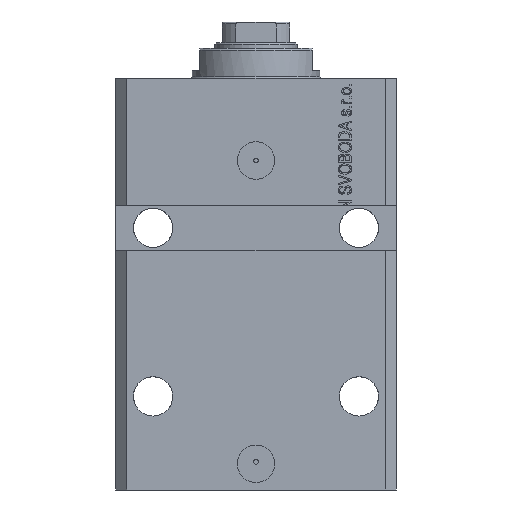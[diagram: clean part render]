
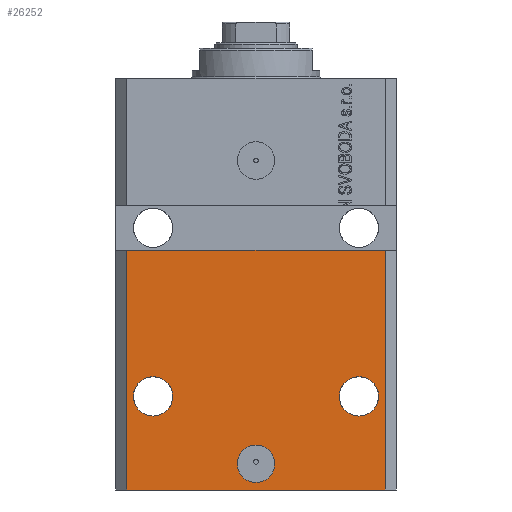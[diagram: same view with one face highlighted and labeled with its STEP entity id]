
A CAD part, front view. The second image highlights one B-rep face of the part: STEP entity #26252.
In plain terms, the highlighted planar face has unit normal (0, -1, 0).
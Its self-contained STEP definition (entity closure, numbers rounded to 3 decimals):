
#370 = CIRCLE ( 'NONE', #21810, 5. ) ;
#386 = AXIS2_PLACEMENT_3D ( 'NONE', #24900, #43100, #21772 ) ;
#1496 = VERTEX_POINT ( 'NONE', #10749 ) ;
#1741 = CARTESIAN_POINT ( 'NONE',  ( 5., -27.5, -103. ) ) ;
#5495 = EDGE_CURVE ( 'NONE', #17115, #29981, #370, .T. ) ;
#5808 = AXIS2_PLACEMENT_3D ( 'NONE', #13899, #39029, #6247 ) ;
#5993 = VERTEX_POINT ( 'NONE', #16365 ) ;
#6247 = DIRECTION ( 'NONE',  ( 1., 0., 0. ) ) ;
#6409 = VERTEX_POINT ( 'NONE', #20371 ) ;
#6626 = VERTEX_POINT ( 'NONE', #11242 ) ;
#8413 = DIRECTION ( 'NONE',  ( 1., 0., 0. ) ) ;
#9519 = DIRECTION ( 'NONE',  ( 0., 0., 1. ) ) ;
#9991 = ORIENTED_EDGE ( 'NONE', *, *, #34205, .T. ) ;
#10749 = CARTESIAN_POINT ( 'NONE',  ( 34.5, -27.5, -46. ) ) ;
#11242 = CARTESIAN_POINT ( 'NONE',  ( 22.25, -27.5, -85. ) ) ;
#11526 = FACE_BOUND ( 'NONE', #12373, .T. ) ;
#12005 = PLANE ( 'NONE',  #15381 ) ;
#12244 = CARTESIAN_POINT ( 'NONE',  ( -34.5, -27.5, -110. ) ) ;
#12373 = EDGE_LOOP ( 'NONE', ( #18335, #35509 ) ) ;
#12824 = ORIENTED_EDGE ( 'NONE', *, *, #35734, .F. ) ;
#13142 = CARTESIAN_POINT ( 'NONE',  ( 0., -27.5, -103. ) ) ;
#13899 = CARTESIAN_POINT ( 'NONE',  ( 27.5, -27.5, -85. ) ) ;
#14408 = DIRECTION ( 'NONE',  ( 1., 0., 0. ) ) ;
#14756 = AXIS2_PLACEMENT_3D ( 'NONE', #35545, #24775, #24069 ) ;
#15381 = AXIS2_PLACEMENT_3D ( 'NONE', #12244, #31368, #23951 ) ;
#15619 = CIRCLE ( 'NONE', #33192, 5.25 ) ;
#16365 = CARTESIAN_POINT ( 'NONE',  ( 34.5, -27.5, -110. ) ) ;
#16646 = EDGE_LOOP ( 'NONE', ( #16983, #12824 ) ) ;
#16983 = ORIENTED_EDGE ( 'NONE', *, *, #37786, .F. ) ;
#17115 = VERTEX_POINT ( 'NONE', #30535 ) ;
#17709 = CARTESIAN_POINT ( 'NONE',  ( -34.5, -27.5, -46. ) ) ;
#18335 = ORIENTED_EDGE ( 'NONE', *, *, #31273, .F. ) ;
#18460 = CARTESIAN_POINT ( 'NONE',  ( 0., -27.5, -103. ) ) ;
#18548 = VERTEX_POINT ( 'NONE', #32311 ) ;
#18724 = VERTEX_POINT ( 'NONE', #39217 ) ;
#18741 = CIRCLE ( 'NONE', #386, 5.25 ) ;
#19734 = ORIENTED_EDGE ( 'NONE', *, *, #28787, .F. ) ;
#20299 = ORIENTED_EDGE ( 'NONE', *, *, #5495, .F. ) ;
#20371 = CARTESIAN_POINT ( 'NONE',  ( -22.25, -27.5, -85. ) ) ;
#21523 = EDGE_LOOP ( 'NONE', ( #37470, #19734, #22927, #9991 ) ) ;
#21772 = DIRECTION ( 'NONE',  ( -1., 0., 0. ) ) ;
#21810 = AXIS2_PLACEMENT_3D ( 'NONE', #18460, #40004, #14408 ) ;
#22513 = AXIS2_PLACEMENT_3D ( 'NONE', #13142, #38740, #31797 ) ;
#22863 = DIRECTION ( 'NONE',  ( 1., 0., 0. ) ) ;
#22927 = ORIENTED_EDGE ( 'NONE', *, *, #34252, .T. ) ;
#23270 = CIRCLE ( 'NONE', #22513, 5. ) ;
#23951 = DIRECTION ( 'NONE',  ( 0., 0., -1. ) ) ;
#24069 = DIRECTION ( 'NONE',  ( 1., 0., 0. ) ) ;
#24775 = DIRECTION ( 'NONE',  ( 0., -1., 0. ) ) ;
#24900 = CARTESIAN_POINT ( 'NONE',  ( -27.5, -27.5, -85. ) ) ;
#24937 = CARTESIAN_POINT ( 'NONE',  ( -27.5, -27.5, -85. ) ) ;
#25735 = LINE ( 'NONE', #37223, #41653 ) ;
#26197 = EDGE_CURVE ( 'NONE', #40522, #1496, #37136, .T. ) ;
#26252 = ADVANCED_FACE ( 'NONE', ( #44340, #11526, #33538, #30175 ), #12005, .T. ) ;
#27698 = CARTESIAN_POINT ( 'NONE',  ( -34.5, -27.5, -110. ) ) ;
#28059 = DIRECTION ( 'NONE',  ( 0., -1., 0. ) ) ;
#28787 = EDGE_CURVE ( 'NONE', #18724, #40522, #36063, .T. ) ;
#28889 = ORIENTED_EDGE ( 'NONE', *, *, #33253, .F. ) ;
#29941 = CARTESIAN_POINT ( 'NONE',  ( -37.5, -27.5, -46. ) ) ;
#29981 = VERTEX_POINT ( 'NONE', #1741 ) ;
#30175 = FACE_OUTER_BOUND ( 'NONE', #21523, .T. ) ;
#30262 = CIRCLE ( 'NONE', #5808, 5.25 ) ;
#30535 = CARTESIAN_POINT ( 'NONE',  ( -5., -27.5, -103. ) ) ;
#31273 = EDGE_CURVE ( 'NONE', #18548, #6626, #34644, .T. ) ;
#31368 = DIRECTION ( 'NONE',  ( 0., -1., 0. ) ) ;
#31797 = DIRECTION ( 'NONE',  ( 1., 0., 0. ) ) ;
#32311 = CARTESIAN_POINT ( 'NONE',  ( 32.75, -27.5, -85. ) ) ;
#32912 = LINE ( 'NONE', #37465, #33992 ) ;
#33192 = AXIS2_PLACEMENT_3D ( 'NONE', #24937, #28059, #35471 ) ;
#33253 = EDGE_CURVE ( 'NONE', #29981, #17115, #23270, .T. ) ;
#33538 = FACE_BOUND ( 'NONE', #16646, .T. ) ;
#33992 = VECTOR ( 'NONE', #44186, 1000. ) ;
#34205 = EDGE_CURVE ( 'NONE', #5993, #1496, #32912, .T. ) ;
#34252 = EDGE_CURVE ( 'NONE', #18724, #5993, #25735, .T. ) ;
#34644 = CIRCLE ( 'NONE', #14756, 5.25 ) ;
#35471 = DIRECTION ( 'NONE',  ( -1., 0., 0. ) ) ;
#35509 = ORIENTED_EDGE ( 'NONE', *, *, #40521, .F. ) ;
#35545 = CARTESIAN_POINT ( 'NONE',  ( 27.5, -27.5, -85. ) ) ;
#35734 = EDGE_CURVE ( 'NONE', #47076, #6409, #15619, .T. ) ;
#36063 = LINE ( 'NONE', #27698, #46781 ) ;
#37136 = LINE ( 'NONE', #29941, #46720 ) ;
#37223 = CARTESIAN_POINT ( 'NONE',  ( -34.5, -27.5, -110. ) ) ;
#37465 = CARTESIAN_POINT ( 'NONE',  ( 34.5, -27.5, -110. ) ) ;
#37470 = ORIENTED_EDGE ( 'NONE', *, *, #26197, .F. ) ;
#37786 = EDGE_CURVE ( 'NONE', #6409, #47076, #18741, .T. ) ;
#38740 = DIRECTION ( 'NONE',  ( 0., -1., 0. ) ) ;
#39029 = DIRECTION ( 'NONE',  ( 0., -1., 0. ) ) ;
#39217 = CARTESIAN_POINT ( 'NONE',  ( -34.5, -27.5, -110. ) ) ;
#40004 = DIRECTION ( 'NONE',  ( 0., -1., 0. ) ) ;
#40521 = EDGE_CURVE ( 'NONE', #6626, #18548, #30262, .T. ) ;
#40522 = VERTEX_POINT ( 'NONE', #17709 ) ;
#41653 = VECTOR ( 'NONE', #22863, 1000. ) ;
#42228 = CARTESIAN_POINT ( 'NONE',  ( -32.75, -27.5, -85. ) ) ;
#43100 = DIRECTION ( 'NONE',  ( 0., -1., 0. ) ) ;
#44186 = DIRECTION ( 'NONE',  ( 0., 0., 1. ) ) ;
#44340 = FACE_BOUND ( 'NONE', #46135, .T. ) ;
#46135 = EDGE_LOOP ( 'NONE', ( #28889, #20299 ) ) ;
#46720 = VECTOR ( 'NONE', #8413, 1000. ) ;
#46781 = VECTOR ( 'NONE', #9519, 1000. ) ;
#47076 = VERTEX_POINT ( 'NONE', #42228 ) ;
